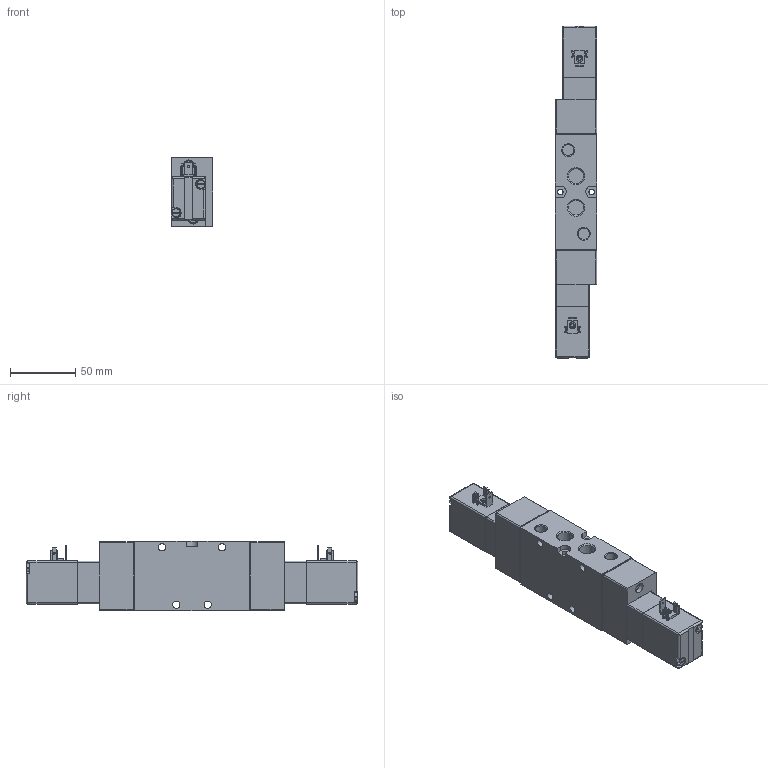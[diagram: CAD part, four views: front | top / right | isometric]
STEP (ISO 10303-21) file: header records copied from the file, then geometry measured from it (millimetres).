
FILE_DESCRIPTION(/* description */ ('STEP AP214'),/* implementation_level */ '2;1');
FILE_NAME(/* name */ '31006_MVH-5_3B-1_4-S-B',/* time_stamp */ '2024-09-11T20:36:55+02:00',/* author */ ('License CC BY-ND 4.0'),/* organization */ ('CADENAS'),/* preprocessor_version */ 'ST-DEVELOPER v19.3',/* originating_system */ 'PARTsolutions',/* authorisation */ ' ');
FILE_SCHEMA (('AUTOMOTIVE_DESIGN {1 0 10303 214 3 1 1}'));
Length unit declared in the file: millimetre
Products named in the file (3): 31006 MVH-5/3B-1/4-S-B--(0); 31006 MVH-5/3B-1/4-S-B_valves; 31006 MVH-5/3B-1/4-S-B_coil
Assembly tree (3 placements, depth 2):
  31006 MVH-5/3B-1/4-S-B--(0)
    31006 MVH-5/3B-1/4-S-B_valves
    31006 MVH-5/3B-1/4-S-B_coil  x2
Bounding box: 32 x 254 x 53 mm (x, y, z)
Volume: 312595 mm3; surface area: 56624.7 mm2
Topology: 3 solids, 3 shells, 379 faces, 935 edges, 609 vertices
Faces by surface type: plane 251, cylinder 101, cone 27
Full cylindrical faces by diameter (mm): 1.6 x6, 2.459 x2, 3.242 x4, 4 x4, 4.134 x2, 4.3 x2, 5.2 x2, 5.5 x4, 6 x2, 8 x4, 8.566 x2, 11.445 x5
Entity records: 8259 total; most frequent: CARTESIAN_POINT 1346, DIRECTION 1260, ORIENTED_EDGE 1144, EDGE_CURVE 572, AXIS2_PLACEMENT_3D 456, VERTEX_POINT 404, EDGE_LOOP 370, FACE_BOUND 370
